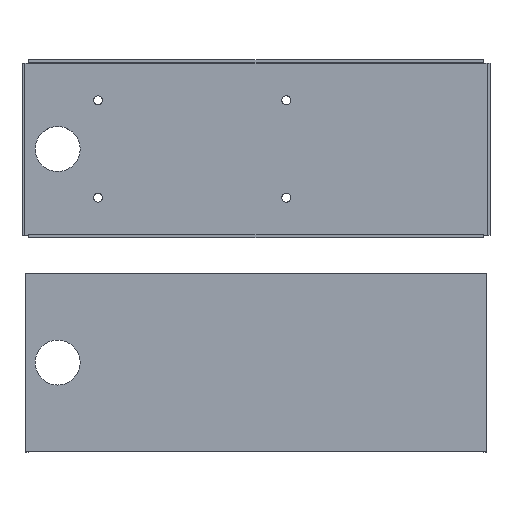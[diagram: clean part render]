
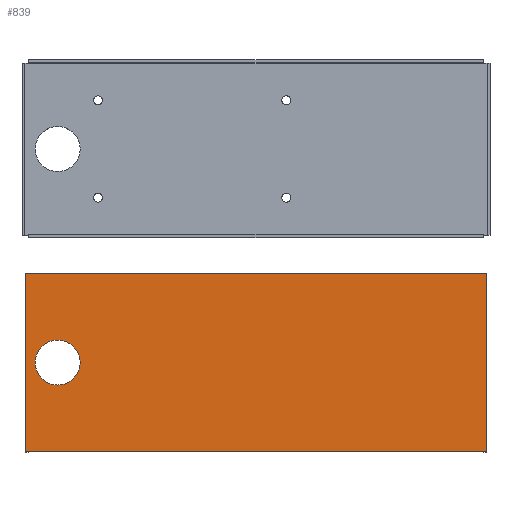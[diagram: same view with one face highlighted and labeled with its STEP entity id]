
A CAD part, top view. The second image highlights one B-rep face of the part: STEP entity #839.
In plain terms, the highlighted planar face has unit normal (0, 0, 1).
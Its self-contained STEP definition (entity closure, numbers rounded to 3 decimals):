
#23=FACE_BOUND('',#124,.T.);
#36=CIRCLE('',#890,10.);
#73=FACE_OUTER_BOUND('',#123,.T.);
#123=EDGE_LOOP('',(#629,#630,#631,#632));
#124=EDGE_LOOP('',(#633));
#180=LINE('',#1204,#280);
#188=LINE('',#1221,#288);
#201=LINE('',#1253,#301);
#202=LINE('',#1255,#302);
#280=VECTOR('',#977,10.);
#288=VECTOR('',#989,10.);
#301=VECTOR('',#1022,10.);
#302=VECTOR('',#1025,10.);
#374=VERTEX_POINT('',#1194);
#377=VERTEX_POINT('',#1201);
#378=VERTEX_POINT('',#1203);
#385=VERTEX_POINT('',#1219);
#394=VERTEX_POINT('',#1251);
#455=EDGE_CURVE('',#374,#374,#36,.T.);
#458=EDGE_CURVE('',#378,#377,#180,.T.);
#467=EDGE_CURVE('',#385,#377,#188,.T.);
#483=EDGE_CURVE('',#394,#385,#201,.T.);
#484=EDGE_CURVE('',#394,#378,#202,.T.);
#629=ORIENTED_EDGE('',*,*,#458,.T.);
#630=ORIENTED_EDGE('',*,*,#467,.F.);
#631=ORIENTED_EDGE('',*,*,#483,.F.);
#632=ORIENTED_EDGE('',*,*,#484,.T.);
#633=ORIENTED_EDGE('',*,*,#455,.T.);
#800=PLANE('',#904);
#839=ADVANCED_FACE('',(#73,#23),#800,.T.);
#890=AXIS2_PLACEMENT_3D('',#1196,#971,#972);
#904=AXIS2_PLACEMENT_3D('',#1254,#1023,#1024);
#971=DIRECTION('center_axis',(0.,0.,-1.));
#972=DIRECTION('ref_axis',(-1.,0.,0.));
#977=DIRECTION('',(0.,1.,0.));
#989=DIRECTION('',(1.,0.,0.));
#1022=DIRECTION('',(0.,1.,0.));
#1023=DIRECTION('center_axis',(0.,0.,1.));
#1024=DIRECTION('ref_axis',(1.,0.,0.));
#1025=DIRECTION('',(1.,0.,0.));
#1194=CARTESIAN_POINT('',(25.854,-55.487,68.499));
#1196=CARTESIAN_POINT('Origin',(15.854,-55.487,68.499));
#1201=CARTESIAN_POINT('',(206.456,-15.795,68.499));
#1203=CARTESIAN_POINT('',(206.456,-95.17,68.499));
#1204=CARTESIAN_POINT('',(206.456,-95.17,68.499));
#1219=CARTESIAN_POINT('',(1.446,-15.795,68.499));
#1221=CARTESIAN_POINT('',(1.446,-15.795,68.499));
#1251=CARTESIAN_POINT('',(1.446,-95.17,68.499));
#1253=CARTESIAN_POINT('',(1.446,-95.17,68.499));
#1254=CARTESIAN_POINT('Origin',(1.446,-95.17,68.499));
#1255=CARTESIAN_POINT('',(1.446,-95.17,68.499));
